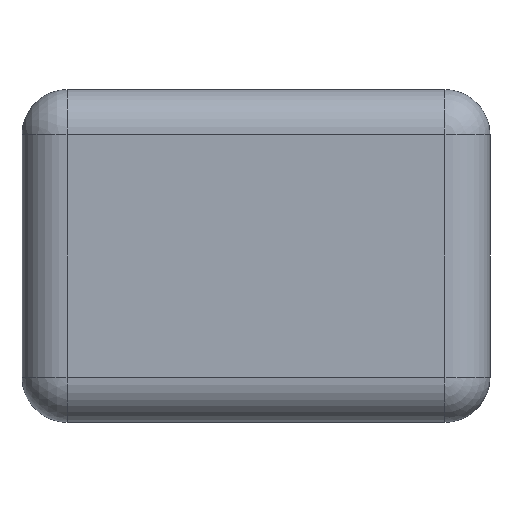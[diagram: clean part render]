
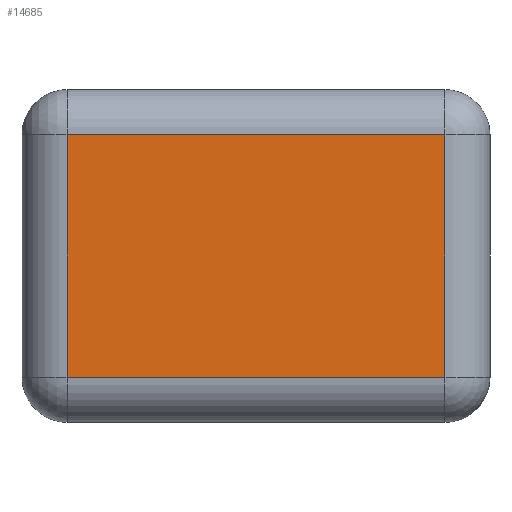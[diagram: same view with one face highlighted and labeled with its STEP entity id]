
A CAD part, front view. The second image highlights one B-rep face of the part: STEP entity #14685.
In plain terms, the highlighted planar face has unit normal (0, -1, 0).
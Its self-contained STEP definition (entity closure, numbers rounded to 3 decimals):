
#1853 = ORIENTED_EDGE ( 'NONE', *, *, #40665, .T. ) ;
#3886 = DIRECTION ( 'NONE',  ( 0., 0., -1. ) ) ;
#6452 = EDGE_LOOP ( 'NONE', ( #40327, #10476, #18188, #1853 ) ) ;
#6803 = PLANE ( 'NONE',  #36262 ) ;
#7877 = LINE ( 'NONE', #41024, #19486 ) ;
#9521 = LINE ( 'NONE', #26233, #42990 ) ;
#10476 = ORIENTED_EDGE ( 'NONE', *, *, #13713, .T. ) ;
#10660 = CARTESIAN_POINT ( 'NONE',  ( -335., -164.175, -215.103 ) ) ;
#13713 = EDGE_CURVE ( 'NONE', #41480, #35464, #9521, .T. ) ;
#14573 = CARTESIAN_POINT ( 'NONE',  ( 335., -164.175, 0. ) ) ;
#14685 = ADVANCED_FACE ( 'NONE', ( #44209 ), #6803, .T. ) ;
#16938 = EDGE_CURVE ( 'NONE', #35464, #35046, #26246, .T. ) ;
#18015 = CARTESIAN_POINT ( 'NONE',  ( 0., -164.175, -215.103 ) ) ;
#18188 = ORIENTED_EDGE ( 'NONE', *, *, #16938, .T. ) ;
#19319 = EDGE_CURVE ( 'NONE', #29822, #41480, #7877, .T. ) ;
#19486 = VECTOR ( 'NONE', #29098, 1000. ) ;
#19794 = CARTESIAN_POINT ( 'NONE',  ( 0., -164.175, 0. ) ) ;
#24556 = CARTESIAN_POINT ( 'NONE',  ( 335., -164.175, -215.103 ) ) ;
#26233 = CARTESIAN_POINT ( 'NONE',  ( -335., -164.175, 0. ) ) ;
#26246 = LINE ( 'NONE', #18015, #44706 ) ;
#29098 = DIRECTION ( 'NONE',  ( -1., 0., 0. ) ) ;
#29822 = VERTEX_POINT ( 'NONE', #36526 ) ;
#31569 = LINE ( 'NONE', #14573, #35798 ) ;
#34185 = DIRECTION ( 'NONE',  ( 1., 0., 0. ) ) ;
#35046 = VERTEX_POINT ( 'NONE', #24556 ) ;
#35464 = VERTEX_POINT ( 'NONE', #10660 ) ;
#35798 = VECTOR ( 'NONE', #38974, 1000. ) ;
#36262 = AXIS2_PLACEMENT_3D ( 'NONE', #19794, #39165, #3886 ) ;
#36526 = CARTESIAN_POINT ( 'NONE',  ( 335., -164.175, 215.103 ) ) ;
#38974 = DIRECTION ( 'NONE',  ( 0., 0., 1. ) ) ;
#39165 = DIRECTION ( 'NONE',  ( 0., -1., 0. ) ) ;
#40327 = ORIENTED_EDGE ( 'NONE', *, *, #19319, .T. ) ;
#40665 = EDGE_CURVE ( 'NONE', #35046, #29822, #31569, .T. ) ;
#41024 = CARTESIAN_POINT ( 'NONE',  ( 0., -164.175, 215.103 ) ) ;
#41480 = VERTEX_POINT ( 'NONE', #45394 ) ;
#41892 = DIRECTION ( 'NONE',  ( 0., 0., -1. ) ) ;
#42990 = VECTOR ( 'NONE', #41892, 1000. ) ;
#44209 = FACE_OUTER_BOUND ( 'NONE', #6452, .T. ) ;
#44706 = VECTOR ( 'NONE', #34185, 1000. ) ;
#45394 = CARTESIAN_POINT ( 'NONE',  ( -335., -164.175, 215.103 ) ) ;
